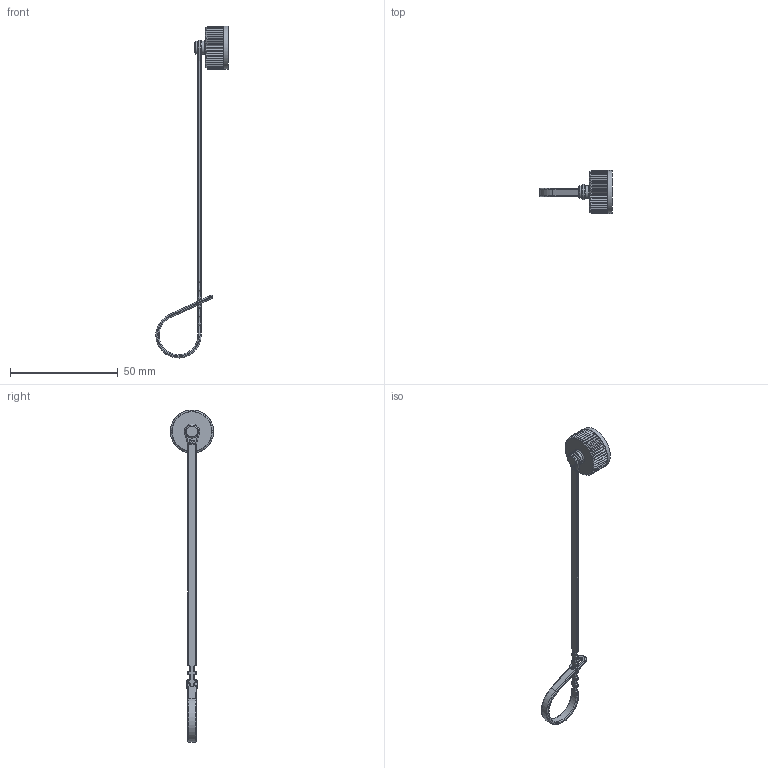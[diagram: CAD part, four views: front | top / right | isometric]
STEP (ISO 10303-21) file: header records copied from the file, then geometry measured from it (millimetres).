
FILE_DESCRIPTION(/* description */ (''),/* implementation_level */ '2;1');
FILE_NAME(/* name */ '08 1077 000 000 001_00-Schutzkappe mit Halteband.stp',/* time_stamp */ '2018-01-29T10:12:39+01:00',/* author */ (''),/* organization */ (''),/* preprocessor_version */ 'ST-DEVELOPER v16',/* originating_system */ 'SIEMENS PLM Software NX 11.0',/* authorisation */ '');
FILE_SCHEMA (('AUTOMOTIVE_DESIGN { 1 0 10303 214 3 1 1 1 }'));
Length unit declared in the file: millimetre
Products named in the file (1): cerl09D8661Bb4ez
Bounding box: 33.48 x 20 x 153.97 mm (x, y, z)
Volume: 2965.1 mm3; surface area: 4078 mm2
Topology: 1 solids, 1 shells, 559 faces, 1320 edges, 673 vertices
Faces by surface type: plane 249, cylinder 189, bspline 94, torus 15, sphere 10, cone 2
Full cylindrical faces by diameter (mm): 5.5 x1, 6 x2, 16.4 x1, 20 x1
Entity records: 17625 total; most frequent: CARTESIAN_POINT 5883, DIRECTION 2442, ORIENTED_EDGE 2432, EDGE_CURVE 1216, AXIS2_PLACEMENT_3D 896, VERTEX_POINT 672, LINE 650, VECTOR 650
